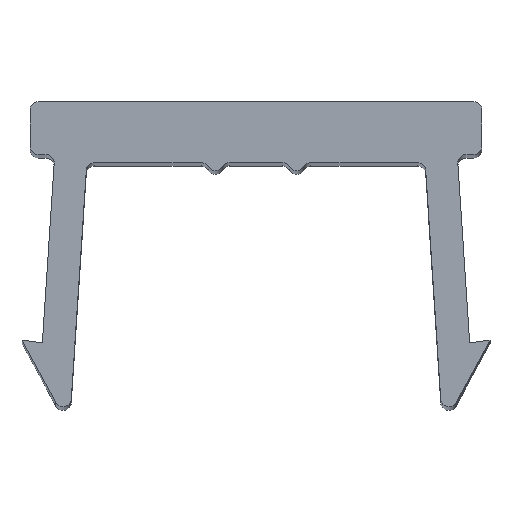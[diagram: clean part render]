
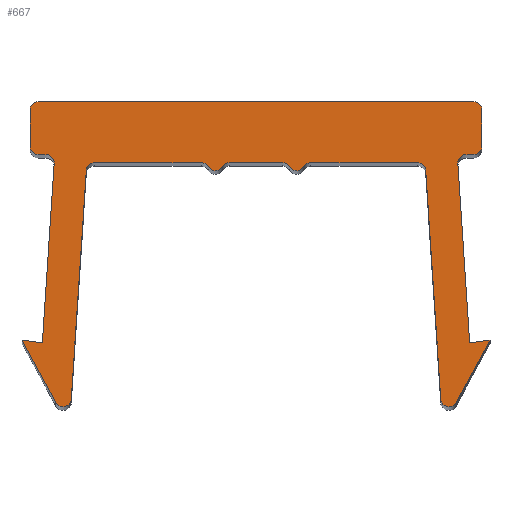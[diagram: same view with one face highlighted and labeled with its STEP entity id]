
A CAD part, top view. The second image highlights one B-rep face of the part: STEP entity #667.
In plain terms, the highlighted planar face has unit normal (0, 0, 1).
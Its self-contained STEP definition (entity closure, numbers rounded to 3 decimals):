
#20=CIRCLE('',#684,0.2);
#22=CIRCLE('',#688,0.2);
#24=CIRCLE('',#692,0.2);
#26=CIRCLE('',#695,0.2);
#28=CIRCLE('',#698,0.2);
#30=CIRCLE('',#702,0.2);
#32=CIRCLE('',#705,0.2);
#34=CIRCLE('',#708,0.2);
#36=CIRCLE('',#712,0.2);
#38=CIRCLE('',#716,0.2);
#40=CIRCLE('',#722,0.2);
#42=CIRCLE('',#726,0.2);
#44=CIRCLE('',#730,0.2);
#46=CIRCLE('',#734,0.2);
#48=CIRCLE('',#738,0.2);
#50=CIRCLE('',#742,0.2);
#228=ORIENTED_EDGE('',*,*,#260,.T.);
#229=ORIENTED_EDGE('',*,*,#264,.T.);
#230=ORIENTED_EDGE('',*,*,#267,.T.);
#231=ORIENTED_EDGE('',*,*,#270,.T.);
#232=ORIENTED_EDGE('',*,*,#273,.F.);
#233=ORIENTED_EDGE('',*,*,#276,.T.);
#234=ORIENTED_EDGE('',*,*,#279,.F.);
#235=ORIENTED_EDGE('',*,*,#282,.T.);
#236=ORIENTED_EDGE('',*,*,#285,.F.);
#237=ORIENTED_EDGE('',*,*,#288,.T.);
#238=ORIENTED_EDGE('',*,*,#291,.F.);
#239=ORIENTED_EDGE('',*,*,#294,.T.);
#240=ORIENTED_EDGE('',*,*,#297,.F.);
#241=ORIENTED_EDGE('',*,*,#300,.T.);
#242=ORIENTED_EDGE('',*,*,#303,.F.);
#243=ORIENTED_EDGE('',*,*,#306,.T.);
#244=ORIENTED_EDGE('',*,*,#309,.T.);
#245=ORIENTED_EDGE('',*,*,#312,.T.);
#246=ORIENTED_EDGE('',*,*,#315,.T.);
#247=ORIENTED_EDGE('',*,*,#318,.T.);
#248=ORIENTED_EDGE('',*,*,#321,.F.);
#249=ORIENTED_EDGE('',*,*,#324,.T.);
#250=ORIENTED_EDGE('',*,*,#327,.T.);
#251=ORIENTED_EDGE('',*,*,#330,.T.);
#252=ORIENTED_EDGE('',*,*,#333,.T.);
#253=ORIENTED_EDGE('',*,*,#336,.T.);
#254=ORIENTED_EDGE('',*,*,#339,.T.);
#255=ORIENTED_EDGE('',*,*,#342,.T.);
#256=ORIENTED_EDGE('',*,*,#345,.T.);
#257=ORIENTED_EDGE('',*,*,#348,.T.);
#258=ORIENTED_EDGE('',*,*,#351,.F.);
#259=ORIENTED_EDGE('',*,*,#354,.T.);
#260=EDGE_CURVE('',#356,#357,#420,.T.);
#264=EDGE_CURVE('',#357,#360,#424,.T.);
#267=EDGE_CURVE('',#360,#362,#20,.T.);
#270=EDGE_CURVE('',#362,#364,#428,.T.);
#273=EDGE_CURVE('',#366,#364,#22,.T.);
#276=EDGE_CURVE('',#366,#368,#432,.T.);
#279=EDGE_CURVE('',#370,#368,#24,.T.);
#282=EDGE_CURVE('',#370,#372,#26,.T.);
#285=EDGE_CURVE('',#374,#372,#28,.T.);
#288=EDGE_CURVE('',#374,#376,#438,.T.);
#291=EDGE_CURVE('',#378,#376,#30,.T.);
#294=EDGE_CURVE('',#378,#380,#32,.T.);
#297=EDGE_CURVE('',#382,#380,#34,.T.);
#300=EDGE_CURVE('',#382,#384,#444,.T.);
#303=EDGE_CURVE('',#386,#384,#36,.T.);
#306=EDGE_CURVE('',#386,#388,#448,.T.);
#309=EDGE_CURVE('',#388,#390,#38,.T.);
#312=EDGE_CURVE('',#390,#392,#452,.T.);
#315=EDGE_CURVE('',#392,#394,#455,.T.);
#318=EDGE_CURVE('',#394,#396,#458,.T.);
#321=EDGE_CURVE('',#398,#396,#40,.T.);
#324=EDGE_CURVE('',#398,#400,#462,.T.);
#327=EDGE_CURVE('',#400,#402,#42,.T.);
#330=EDGE_CURVE('',#402,#404,#466,.T.);
#333=EDGE_CURVE('',#404,#406,#44,.T.);
#336=EDGE_CURVE('',#406,#408,#470,.T.);
#339=EDGE_CURVE('',#408,#410,#46,.T.);
#342=EDGE_CURVE('',#410,#412,#474,.T.);
#345=EDGE_CURVE('',#412,#414,#48,.T.);
#348=EDGE_CURVE('',#414,#416,#478,.T.);
#351=EDGE_CURVE('',#418,#416,#50,.T.);
#354=EDGE_CURVE('',#418,#356,#482,.T.);
#356=VERTEX_POINT('',#948);
#357=VERTEX_POINT('',#949);
#360=VERTEX_POINT('',#957);
#362=VERTEX_POINT('',#963);
#364=VERTEX_POINT('',#969);
#366=VERTEX_POINT('',#975);
#368=VERTEX_POINT('',#981);
#370=VERTEX_POINT('',#987);
#372=VERTEX_POINT('',#993);
#374=VERTEX_POINT('',#999);
#376=VERTEX_POINT('',#1005);
#378=VERTEX_POINT('',#1011);
#380=VERTEX_POINT('',#1017);
#382=VERTEX_POINT('',#1023);
#384=VERTEX_POINT('',#1029);
#386=VERTEX_POINT('',#1035);
#388=VERTEX_POINT('',#1041);
#390=VERTEX_POINT('',#1047);
#392=VERTEX_POINT('',#1053);
#394=VERTEX_POINT('',#1059);
#396=VERTEX_POINT('',#1065);
#398=VERTEX_POINT('',#1071);
#400=VERTEX_POINT('',#1077);
#402=VERTEX_POINT('',#1083);
#404=VERTEX_POINT('',#1089);
#406=VERTEX_POINT('',#1095);
#408=VERTEX_POINT('',#1101);
#410=VERTEX_POINT('',#1107);
#412=VERTEX_POINT('',#1113);
#414=VERTEX_POINT('',#1119);
#416=VERTEX_POINT('',#1125);
#418=VERTEX_POINT('',#1131);
#420=LINE('',#947,#484);
#424=LINE('',#956,#488);
#428=LINE('',#968,#492);
#432=LINE('',#980,#496);
#438=LINE('',#1004,#502);
#444=LINE('',#1028,#508);
#448=LINE('',#1040,#512);
#452=LINE('',#1052,#516);
#455=LINE('',#1058,#519);
#458=LINE('',#1064,#522);
#462=LINE('',#1076,#526);
#466=LINE('',#1088,#530);
#470=LINE('',#1100,#534);
#474=LINE('',#1112,#538);
#478=LINE('',#1124,#542);
#482=LINE('',#1136,#546);
#484=VECTOR('',#751,1000.);
#488=VECTOR('',#757,1000.);
#492=VECTOR('',#769,1000.);
#496=VECTOR('',#781,1000.);
#502=VECTOR('',#807,1000.);
#508=VECTOR('',#833,1000.);
#512=VECTOR('',#845,1000.);
#516=VECTOR('',#857,1000.);
#519=VECTOR('',#862,1000.);
#522=VECTOR('',#867,1000.);
#526=VECTOR('',#879,1000.);
#530=VECTOR('',#891,1000.);
#534=VECTOR('',#903,1000.);
#538=VECTOR('',#915,1000.);
#542=VECTOR('',#927,1000.);
#546=VECTOR('',#939,1000.);
#581=EDGE_LOOP('',(#228,#229,#230,#231,#232,#233,#234,#235,#236,#237,#238,
#239,#240,#241,#242,#243,#244,#245,#246,#247,#248,#249,#250,#251,#252,#253,
#254,#255,#256,#257,#258,#259));
#615=FACE_BOUND('',#581,.T.);
#633=PLANE('',#746);
#667=ADVANCED_FACE('',(#615),#633,.T.);
#684=AXIS2_PLACEMENT_3D('',#962,#762,#763);
#688=AXIS2_PLACEMENT_3D('',#974,#774,#775);
#692=AXIS2_PLACEMENT_3D('',#986,#786,#787);
#695=AXIS2_PLACEMENT_3D('',#992,#793,#794);
#698=AXIS2_PLACEMENT_3D('',#998,#800,#801);
#702=AXIS2_PLACEMENT_3D('',#1010,#812,#813);
#705=AXIS2_PLACEMENT_3D('',#1016,#819,#820);
#708=AXIS2_PLACEMENT_3D('',#1022,#826,#827);
#712=AXIS2_PLACEMENT_3D('',#1034,#838,#839);
#716=AXIS2_PLACEMENT_3D('',#1046,#850,#851);
#722=AXIS2_PLACEMENT_3D('',#1070,#872,#873);
#726=AXIS2_PLACEMENT_3D('',#1082,#884,#885);
#730=AXIS2_PLACEMENT_3D('',#1094,#896,#897);
#734=AXIS2_PLACEMENT_3D('',#1106,#908,#909);
#738=AXIS2_PLACEMENT_3D('',#1118,#920,#921);
#742=AXIS2_PLACEMENT_3D('',#1130,#932,#933);
#746=AXIS2_PLACEMENT_3D('',#1139,#943,#944);
#751=DIRECTION('',(-0.99,0.139,0.));
#757=DIRECTION('',(0.477,-0.879,0.));
#762=DIRECTION('',(0.,0.,1.));
#763=DIRECTION('',(1.,0.,0.));
#769=DIRECTION('',(0.066,0.998,0.));
#774=DIRECTION('',(0.,0.,1.));
#775=DIRECTION('',(1.,0.,0.));
#781=DIRECTION('',(1.,0.,0.));
#786=DIRECTION('',(0.,0.,1.));
#787=DIRECTION('',(1.,0.,0.));
#793=DIRECTION('',(0.,0.,1.));
#794=DIRECTION('',(1.,0.,0.));
#800=DIRECTION('',(0.,0.,1.));
#801=DIRECTION('',(1.,0.,0.));
#807=DIRECTION('',(1.,0.,0.));
#812=DIRECTION('',(0.,0.,1.));
#813=DIRECTION('',(1.,0.,0.));
#819=DIRECTION('',(0.,0.,1.));
#820=DIRECTION('',(1.,0.,0.));
#826=DIRECTION('',(0.,0.,1.));
#827=DIRECTION('',(1.,0.,0.));
#833=DIRECTION('',(1.,0.,0.));
#838=DIRECTION('',(0.,0.,1.));
#839=DIRECTION('',(1.,0.,0.));
#845=DIRECTION('',(0.066,-0.998,0.));
#850=DIRECTION('',(0.,0.,1.));
#851=DIRECTION('',(1.,0.,0.));
#857=DIRECTION('',(0.477,0.879,0.));
#862=DIRECTION('',(-0.99,-0.139,0.));
#867=DIRECTION('',(-0.065,0.998,0.));
#872=DIRECTION('',(0.,0.,1.));
#873=DIRECTION('',(1.,0.,0.));
#879=DIRECTION('',(1.,0.,0.));
#884=DIRECTION('',(0.,0.,1.));
#885=DIRECTION('',(1.,0.,0.));
#891=DIRECTION('',(0.,1.,0.));
#896=DIRECTION('',(0.,0.,1.));
#897=DIRECTION('',(1.,0.,0.));
#903=DIRECTION('',(-1.,0.,0.));
#908=DIRECTION('',(0.,0.,1.));
#909=DIRECTION('',(1.,0.,0.));
#915=DIRECTION('',(0.,-1.,0.));
#920=DIRECTION('',(0.,0.,1.));
#921=DIRECTION('',(1.,0.,0.));
#927=DIRECTION('',(1.,0.,0.));
#932=DIRECTION('',(0.,0.,1.));
#933=DIRECTION('',(1.,0.,0.));
#939=DIRECTION('',(-0.065,-0.998,0.));
#943=DIRECTION('',(0.,0.,1.));
#944=DIRECTION('',(1.,0.,0.));
#947=CARTESIAN_POINT('',(-5.25,-5.93,0.));
#948=CARTESIAN_POINT('',(-5.25,-5.93,0.));
#949=CARTESIAN_POINT('',(-5.75,-5.86,0.));
#956=CARTESIAN_POINT('',(-5.75,-5.86,0.));
#957=CARTESIAN_POINT('',(-4.916,-7.395,0.));
#962=CARTESIAN_POINT('',(-4.74,-7.3,0.));
#963=CARTESIAN_POINT('',(-4.54,-7.313,0.));
#968=CARTESIAN_POINT('',(-4.54,-7.313,0.));
#969=CARTESIAN_POINT('',(-4.17,-1.687,0.));
#974=CARTESIAN_POINT('',(-3.97,-1.7,0.));
#975=CARTESIAN_POINT('',(-3.97,-1.5,0.));
#980=CARTESIAN_POINT('',(-3.97,-1.5,0.));
#981=CARTESIAN_POINT('',(-1.346,-1.5,0.));
#986=CARTESIAN_POINT('',(-1.346,-1.7,0.));
#987=CARTESIAN_POINT('',(-1.173,-1.6,0.));
#992=CARTESIAN_POINT('',(-1.,-1.5,0.));
#993=CARTESIAN_POINT('',(-0.827,-1.6,0.));
#998=CARTESIAN_POINT('',(-0.654,-1.7,0.));
#999=CARTESIAN_POINT('',(-0.654,-1.5,0.));
#1004=CARTESIAN_POINT('',(-0.654,-1.5,0.));
#1005=CARTESIAN_POINT('',(0.654,-1.5,0.));
#1010=CARTESIAN_POINT('',(0.654,-1.7,0.));
#1011=CARTESIAN_POINT('',(0.827,-1.6,0.));
#1016=CARTESIAN_POINT('',(1.,-1.5,0.));
#1017=CARTESIAN_POINT('',(1.173,-1.6,0.));
#1022=CARTESIAN_POINT('',(1.346,-1.7,0.));
#1023=CARTESIAN_POINT('',(1.346,-1.5,0.));
#1028=CARTESIAN_POINT('',(1.346,-1.5,0.));
#1029=CARTESIAN_POINT('',(3.97,-1.5,0.));
#1034=CARTESIAN_POINT('',(3.97,-1.7,0.));
#1035=CARTESIAN_POINT('',(4.17,-1.687,0.));
#1040=CARTESIAN_POINT('',(4.17,-1.687,0.));
#1041=CARTESIAN_POINT('',(4.54,-7.313,0.));
#1046=CARTESIAN_POINT('',(4.74,-7.3,0.));
#1047=CARTESIAN_POINT('',(4.916,-7.395,0.));
#1052=CARTESIAN_POINT('',(4.916,-7.395,0.));
#1053=CARTESIAN_POINT('',(5.75,-5.86,0.));
#1058=CARTESIAN_POINT('',(5.75,-5.86,0.));
#1059=CARTESIAN_POINT('',(5.25,-5.93,0.));
#1064=CARTESIAN_POINT('',(5.25,-5.93,0.));
#1065=CARTESIAN_POINT('',(4.96,-1.513,0.));
#1070=CARTESIAN_POINT('',(5.16,-1.5,0.));
#1071=CARTESIAN_POINT('',(5.16,-1.3,0.));
#1076=CARTESIAN_POINT('',(5.16,-1.3,0.));
#1077=CARTESIAN_POINT('',(5.35,-1.3,0.));
#1082=CARTESIAN_POINT('',(5.35,-1.1,0.));
#1083=CARTESIAN_POINT('',(5.55,-1.1,0.));
#1088=CARTESIAN_POINT('',(5.55,-1.1,0.));
#1089=CARTESIAN_POINT('',(5.55,-0.2,0.));
#1094=CARTESIAN_POINT('',(5.35,-0.2,0.));
#1095=CARTESIAN_POINT('',(5.35,0.,0.));
#1100=CARTESIAN_POINT('',(5.35,0.,0.));
#1101=CARTESIAN_POINT('',(-5.35,0.,0.));
#1106=CARTESIAN_POINT('',(-5.35,-0.2,0.));
#1107=CARTESIAN_POINT('',(-5.55,-0.2,0.));
#1112=CARTESIAN_POINT('',(-5.55,-0.2,0.));
#1113=CARTESIAN_POINT('',(-5.55,-1.1,0.));
#1118=CARTESIAN_POINT('',(-5.35,-1.1,0.));
#1119=CARTESIAN_POINT('',(-5.35,-1.3,0.));
#1124=CARTESIAN_POINT('',(-5.35,-1.3,0.));
#1125=CARTESIAN_POINT('',(-5.16,-1.3,0.));
#1130=CARTESIAN_POINT('',(-5.16,-1.5,0.));
#1131=CARTESIAN_POINT('',(-4.96,-1.513,0.));
#1136=CARTESIAN_POINT('',(-4.96,-1.513,0.));
#1139=CARTESIAN_POINT('',(-4.74,-7.3,0.));
